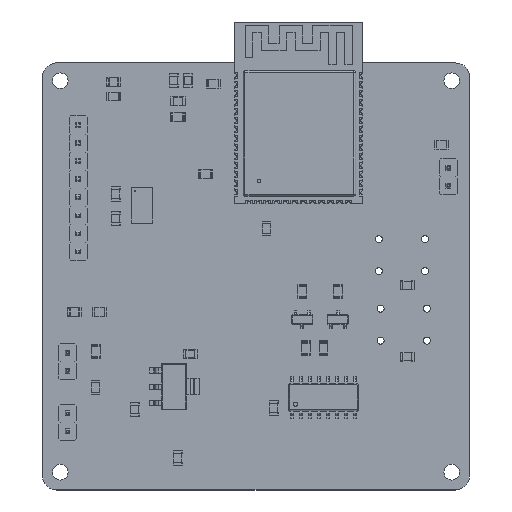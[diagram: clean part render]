
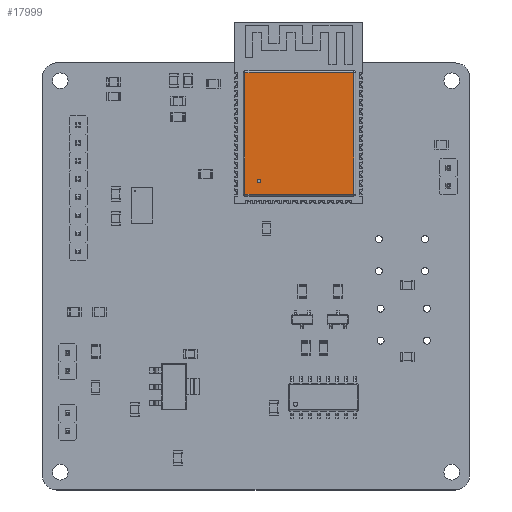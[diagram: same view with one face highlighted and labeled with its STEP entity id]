
A CAD part, top view. The second image highlights one B-rep face of the part: STEP entity #17999.
In plain terms, the highlighted planar face has unit normal (0, 0, 1).
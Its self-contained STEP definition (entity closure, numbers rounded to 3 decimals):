
#17823 = VERTEX_POINT('',#17824);
#17824 = CARTESIAN_POINT('',(-7.55,5.65,3.1));
#17831 = EDGE_CURVE('',#17823,#17832,#17834,.T.);
#17832 = VERTEX_POINT('',#17833);
#17833 = CARTESIAN_POINT('',(7.75,5.65,3.1));
#17834 = LINE('',#17835,#17836);
#17835 = CARTESIAN_POINT('',(-7.8,5.65,3.1));
#17836 = VECTOR('',#17837,1.);
#17837 = DIRECTION('',(1.,0.,0.));
#17999 = ADVANCED_FACE('',(#18000,#18025),#18036,.T.);
#18000 = FACE_BOUND('',#18001,.T.);
#18001 = EDGE_LOOP('',(#18002,#18012,#18018,#18019));
#18002 = ORIENTED_EDGE('',*,*,#18003,.F.);
#18003 = EDGE_CURVE('',#18004,#18006,#18008,.T.);
#18004 = VERTEX_POINT('',#18005);
#18005 = CARTESIAN_POINT('',(7.75,-11.45,3.1));
#18006 = VERTEX_POINT('',#18007);
#18007 = CARTESIAN_POINT('',(-7.55,-11.45,3.1));
#18008 = LINE('',#18009,#18010);
#18009 = CARTESIAN_POINT('',(8.,-11.45,3.1));
#18010 = VECTOR('',#18011,1.);
#18011 = DIRECTION('',(-1.,0.,0.));
#18012 = ORIENTED_EDGE('',*,*,#18013,.F.);
#18013 = EDGE_CURVE('',#17832,#18004,#18014,.T.);
#18014 = LINE('',#18015,#18016);
#18015 = CARTESIAN_POINT('',(7.75,5.9,3.1));
#18016 = VECTOR('',#18017,1.);
#18017 = DIRECTION('',(0.,-1.,0.));
#18018 = ORIENTED_EDGE('',*,*,#17831,.F.);
#18019 = ORIENTED_EDGE('',*,*,#18020,.F.);
#18020 = EDGE_CURVE('',#18006,#17823,#18021,.T.);
#18021 = LINE('',#18022,#18023);
#18022 = CARTESIAN_POINT('',(-7.55,-11.7,3.1));
#18023 = VECTOR('',#18024,1.);
#18024 = DIRECTION('',(0.,1.,0.));
#18025 = FACE_BOUND('',#18026,.T.);
#18026 = EDGE_LOOP('',(#18027));
#18027 = ORIENTED_EDGE('',*,*,#18028,.F.);
#18028 = EDGE_CURVE('',#18029,#18029,#18031,.T.);
#18029 = VERTEX_POINT('',#18030);
#18030 = CARTESIAN_POINT('',(-5.35,-9.6,3.1));
#18031 = CIRCLE('',#18032,0.25);
#18032 = AXIS2_PLACEMENT_3D('',#18033,#18034,#18035);
#18033 = CARTESIAN_POINT('',(-5.6,-9.6,3.1));
#18034 = DIRECTION('',(0.,0.,1.));
#18035 = DIRECTION('',(1.,0.,-0.));
#18036 = PLANE('',#18037);
#18037 = AXIS2_PLACEMENT_3D('',#18038,#18039,#18040);
#18038 = CARTESIAN_POINT('',(0.1,-2.9,3.1));
#18039 = DIRECTION('',(0.,0.,1.));
#18040 = DIRECTION('',(1.,0.,-0.));
